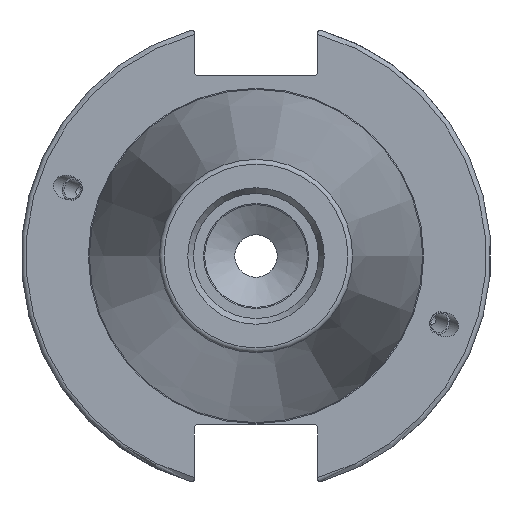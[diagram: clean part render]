
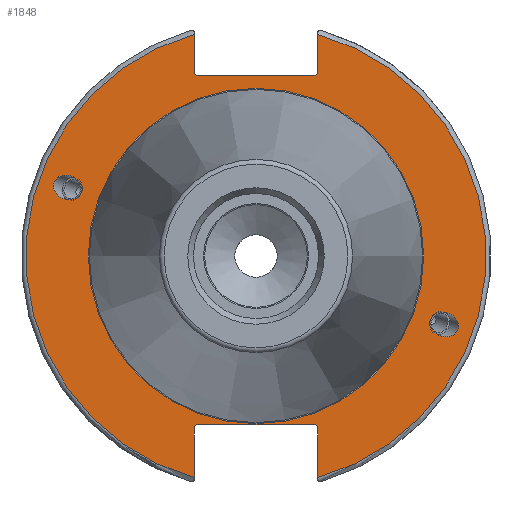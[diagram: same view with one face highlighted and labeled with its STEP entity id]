
A CAD part, left-side view. The second image highlights one B-rep face of the part: STEP entity #1848.
In plain terms, the highlighted planar face has unit normal (-1, 0, 0).
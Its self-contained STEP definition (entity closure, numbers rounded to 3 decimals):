
#31=ELLIPSE('',#2030,3.052,2.5);
#32=ELLIPSE('',#2064,3.052,2.5);
#147=LINE('',#3463,#248);
#148=LINE('',#3465,#249);
#149=LINE('',#3467,#250);
#150=LINE('',#3469,#251);
#151=LINE('',#3471,#252);
#152=LINE('',#3475,#253);
#153=LINE('',#3477,#254);
#154=LINE('',#3479,#255);
#155=LINE('',#3481,#256);
#156=LINE('',#3482,#257);
#248=VECTOR('',#2532,10.);
#249=VECTOR('',#2533,10.);
#250=VECTOR('',#2534,10.);
#251=VECTOR('',#2535,10.);
#252=VECTOR('',#2536,10.);
#253=VECTOR('',#2539,10.);
#254=VECTOR('',#2540,10.);
#255=VECTOR('',#2541,10.);
#256=VECTOR('',#2542,10.);
#257=VECTOR('',#2543,10.);
#336=FACE_BOUND('',#559,.T.);
#337=FACE_BOUND('',#560,.T.);
#338=FACE_BOUND('',#561,.T.);
#354=PLANE('',#2078);
#439=FACE_OUTER_BOUND('',#558,.T.);
#558=EDGE_LOOP('',(#1530,#1531,#1532,#1533,#1534,#1535,#1536,#1537,#1538,
#1539,#1540,#1541));
#559=EDGE_LOOP('',(#1542));
#560=EDGE_LOOP('',(#1543));
#561=EDGE_LOOP('',(#1544));
#707=CIRCLE('',#2076,35.125);
#709=CIRCLE('',#2079,48.213);
#710=CIRCLE('',#2080,48.213);
#824=VERTEX_POINT('',#3172);
#862=VERTEX_POINT('',#3431);
#869=VERTEX_POINT('',#3454);
#870=VERTEX_POINT('',#3459);
#871=VERTEX_POINT('',#3460);
#872=VERTEX_POINT('',#3462);
#873=VERTEX_POINT('',#3464);
#874=VERTEX_POINT('',#3466);
#875=VERTEX_POINT('',#3468);
#876=VERTEX_POINT('',#3470);
#877=VERTEX_POINT('',#3472);
#878=VERTEX_POINT('',#3474);
#879=VERTEX_POINT('',#3476);
#880=VERTEX_POINT('',#3478);
#881=VERTEX_POINT('',#3480);
#1045=EDGE_CURVE('',#824,#824,#31,.T.);
#1096=EDGE_CURVE('',#862,#862,#32,.T.);
#1107=EDGE_CURVE('',#869,#869,#707,.T.);
#1109=EDGE_CURVE('',#870,#871,#709,.T.);
#1110=EDGE_CURVE('',#870,#872,#147,.T.);
#1111=EDGE_CURVE('',#873,#872,#148,.T.);
#1112=EDGE_CURVE('',#873,#874,#149,.T.);
#1113=EDGE_CURVE('',#875,#874,#150,.T.);
#1114=EDGE_CURVE('',#875,#876,#151,.T.);
#1115=EDGE_CURVE('',#877,#876,#710,.T.);
#1116=EDGE_CURVE('',#877,#878,#152,.T.);
#1117=EDGE_CURVE('',#879,#878,#153,.T.);
#1118=EDGE_CURVE('',#879,#880,#154,.T.);
#1119=EDGE_CURVE('',#881,#880,#155,.T.);
#1120=EDGE_CURVE('',#881,#871,#156,.T.);
#1530=ORIENTED_EDGE('',*,*,#1109,.F.);
#1531=ORIENTED_EDGE('',*,*,#1110,.T.);
#1532=ORIENTED_EDGE('',*,*,#1111,.F.);
#1533=ORIENTED_EDGE('',*,*,#1112,.T.);
#1534=ORIENTED_EDGE('',*,*,#1113,.F.);
#1535=ORIENTED_EDGE('',*,*,#1114,.T.);
#1536=ORIENTED_EDGE('',*,*,#1115,.F.);
#1537=ORIENTED_EDGE('',*,*,#1116,.T.);
#1538=ORIENTED_EDGE('',*,*,#1117,.F.);
#1539=ORIENTED_EDGE('',*,*,#1118,.T.);
#1540=ORIENTED_EDGE('',*,*,#1119,.F.);
#1541=ORIENTED_EDGE('',*,*,#1120,.T.);
#1542=ORIENTED_EDGE('',*,*,#1045,.T.);
#1543=ORIENTED_EDGE('',*,*,#1096,.T.);
#1544=ORIENTED_EDGE('',*,*,#1107,.F.);
#1848=ADVANCED_FACE('',(#439,#336,#337,#338),#354,.T.);
#2030=AXIS2_PLACEMENT_3D('',#3174,#2412,#2413);
#2064=AXIS2_PLACEMENT_3D('',#3433,#2496,#2497);
#2076=AXIS2_PLACEMENT_3D('',#3456,#2524,#2525);
#2078=AXIS2_PLACEMENT_3D('',#3458,#2528,#2529);
#2079=AXIS2_PLACEMENT_3D('',#3461,#2530,#2531);
#2080=AXIS2_PLACEMENT_3D('',#3473,#2537,#2538);
#2412=DIRECTION('center_axis',(1.,0.,0.));
#2413=DIRECTION('ref_axis',(0.,-0.94,-0.342));
#2496=DIRECTION('center_axis',(1.,0.,0.));
#2497=DIRECTION('ref_axis',(0.,0.94,0.342));
#2524=DIRECTION('center_axis',(-1.,0.,0.));
#2525=DIRECTION('ref_axis',(0.,-1.,0.));
#2528=DIRECTION('center_axis',(-1.,0.,0.));
#2529=DIRECTION('ref_axis',(0.,0.,1.));
#2530=DIRECTION('center_axis',(1.,0.,0.));
#2531=DIRECTION('ref_axis',(0.,-1.,0.));
#2532=DIRECTION('',(0.,0.,-1.));
#2533=DIRECTION('',(0.,-0.707,0.707));
#2534=DIRECTION('',(0.,1.,0.));
#2535=DIRECTION('',(0.,-0.707,-0.707));
#2536=DIRECTION('',(0.,0.,1.));
#2537=DIRECTION('center_axis',(1.,0.,0.));
#2538=DIRECTION('ref_axis',(0.,1.,0.));
#2539=DIRECTION('',(0.,0.,1.));
#2540=DIRECTION('',(0.,0.707,-0.707));
#2541=DIRECTION('',(0.,-1.,0.));
#2542=DIRECTION('',(0.,0.707,0.707));
#2543=DIRECTION('',(0.,0.,-1.));
#3172=CARTESIAN_POINT('',(3.175,-36.599,-13.321));
#3174=CARTESIAN_POINT('Origin',(3.175,-39.467,-14.365));
#3431=CARTESIAN_POINT('',(3.175,36.599,13.321));
#3433=CARTESIAN_POINT('Origin',(3.175,39.467,14.365));
#3454=CARTESIAN_POINT('',(3.175,0.,35.125));
#3456=CARTESIAN_POINT('Origin',(3.175,0.,0.));
#3458=CARTESIAN_POINT('Origin',(3.175,49.213,0.));
#3459=CARTESIAN_POINT('',(3.175,-12.95,46.441));
#3460=CARTESIAN_POINT('',(3.175,-12.95,-46.441));
#3461=CARTESIAN_POINT('Origin',(3.175,0.,0.));
#3462=CARTESIAN_POINT('',(3.175,-12.95,38.219));
#3463=CARTESIAN_POINT('',(3.175,-12.95,18.86));
#3464=CARTESIAN_POINT('',(3.175,-12.45,37.719));
#3465=CARTESIAN_POINT('',(3.175,12.27,12.999));
#3466=CARTESIAN_POINT('',(3.175,12.45,37.719));
#3467=CARTESIAN_POINT('',(3.175,24.606,37.719));
#3468=CARTESIAN_POINT('',(3.175,12.95,38.219));
#3469=CARTESIAN_POINT('',(3.175,12.336,37.605));
#3470=CARTESIAN_POINT('',(3.175,12.95,46.441));
#3471=CARTESIAN_POINT('',(3.175,12.95,18.86));
#3472=CARTESIAN_POINT('',(3.175,12.95,-46.441));
#3473=CARTESIAN_POINT('Origin',(3.175,0.,0.));
#3474=CARTESIAN_POINT('',(3.175,12.95,-35.806));
#3475=CARTESIAN_POINT('',(3.175,12.95,-17.653));
#3476=CARTESIAN_POINT('',(3.175,12.45,-35.306));
#3477=CARTESIAN_POINT('',(3.175,12.939,-35.795));
#3478=CARTESIAN_POINT('',(3.175,-12.45,-35.306));
#3479=CARTESIAN_POINT('',(3.175,24.606,-35.306));
#3480=CARTESIAN_POINT('',(3.175,-12.95,-35.806));
#3481=CARTESIAN_POINT('',(3.175,11.667,-11.189));
#3482=CARTESIAN_POINT('',(3.175,-12.95,-17.653));
